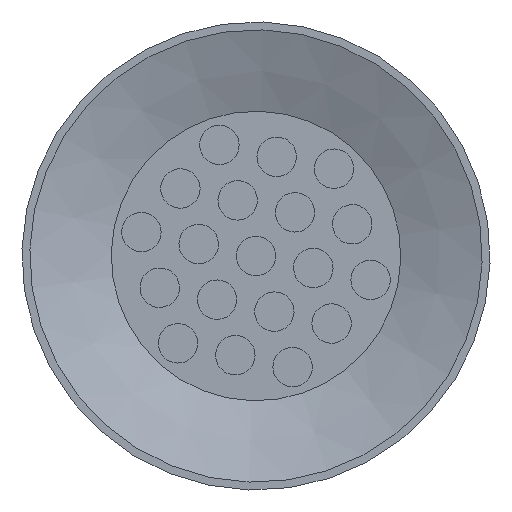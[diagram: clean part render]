
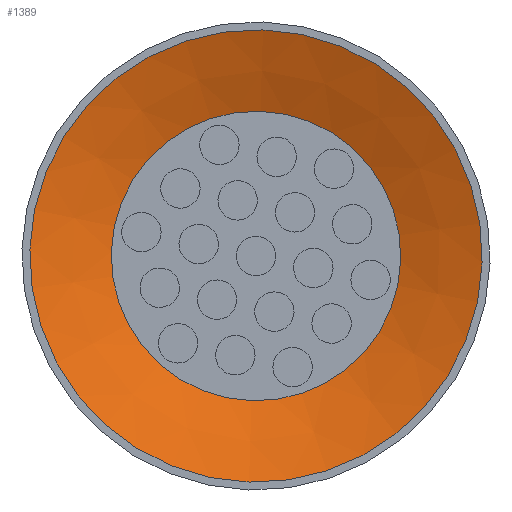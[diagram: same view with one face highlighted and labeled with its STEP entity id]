
A CAD part, front view. The second image highlights one B-rep face of the part: STEP entity #1389.
In plain terms, the highlighted conical face has half-angle 69.713 degrees and reference radius 15.054 mm.
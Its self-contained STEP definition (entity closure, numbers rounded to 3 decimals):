
#234=FACE_OUTER_BOUND('',#332,.T.);
#332=EDGE_LOOP('',(#1243,#1244,#1245,#1246,#1247,#1248));
#388=LINE('',#2496,#433);
#433=VECTOR('',#2064,15.054);
#529=CIRCLE('',#1558,18.359);
#530=CIRCLE('',#1559,18.359);
#563=CIRCLE('',#1610,11.75);
#564=CIRCLE('',#1611,11.75);
#677=VERTEX_POINT('',#2388);
#678=VERTEX_POINT('',#2389);
#711=VERTEX_POINT('',#2491);
#712=VERTEX_POINT('',#2492);
#844=EDGE_CURVE('',#677,#678,#529,.T.);
#845=EDGE_CURVE('',#678,#677,#530,.T.);
#895=EDGE_CURVE('',#711,#712,#563,.T.);
#896=EDGE_CURVE('',#712,#711,#564,.T.);
#897=EDGE_CURVE('',#712,#678,#388,.T.);
#1243=ORIENTED_EDGE('',*,*,#895,.T.);
#1244=ORIENTED_EDGE('',*,*,#897,.T.);
#1245=ORIENTED_EDGE('',*,*,#844,.F.);
#1246=ORIENTED_EDGE('',*,*,#845,.F.);
#1247=ORIENTED_EDGE('',*,*,#897,.F.);
#1248=ORIENTED_EDGE('',*,*,#896,.T.);
#1325=CONICAL_SURFACE('',#1612,15.054,1.217);
#1389=ADVANCED_FACE('',(#234),#1325,.F.);
#1558=AXIS2_PLACEMENT_3D('',#2390,#1937,#1938);
#1559=AXIS2_PLACEMENT_3D('',#2391,#1939,#1940);
#1610=AXIS2_PLACEMENT_3D('',#2493,#2058,#2059);
#1611=AXIS2_PLACEMENT_3D('',#2494,#2060,#2061);
#1612=AXIS2_PLACEMENT_3D('',#2495,#2062,#2063);
#1937=DIRECTION('center_axis',(0.,1.,0.));
#1938=DIRECTION('ref_axis',(-0.979,0.,0.204));
#1939=DIRECTION('center_axis',(0.,1.,0.));
#1940=DIRECTION('ref_axis',(-0.979,0.,0.204));
#2058=DIRECTION('center_axis',(0.,1.,0.));
#2059=DIRECTION('ref_axis',(-0.979,0.,0.204));
#2060=DIRECTION('center_axis',(0.,1.,0.));
#2061=DIRECTION('ref_axis',(-0.979,0.,0.204));
#2062=DIRECTION('center_axis',(0.,-1.,0.));
#2063=DIRECTION('ref_axis',(-0.979,0.,0.204));
#2064=DIRECTION('',(0.918,-0.347,-0.191));
#2388=CARTESIAN_POINT('',(-17.973,-61.002,3.745));
#2389=CARTESIAN_POINT('',(17.973,-61.002,-3.745));
#2390=CARTESIAN_POINT('Origin',(0.,-61.002,
0.));
#2391=CARTESIAN_POINT('Origin',(0.,-61.002,
0.));
#2491=CARTESIAN_POINT('',(-11.503,-58.559,2.397));
#2492=CARTESIAN_POINT('',(11.503,-58.559,-2.397));
#2493=CARTESIAN_POINT('Origin',(0.,-58.559,
0.));
#2494=CARTESIAN_POINT('Origin',(0.,-58.559,
0.));
#2495=CARTESIAN_POINT('Origin',(0.,-59.78,
0.));
#2496=CARTESIAN_POINT('',(14.738,-59.78,-3.071));
